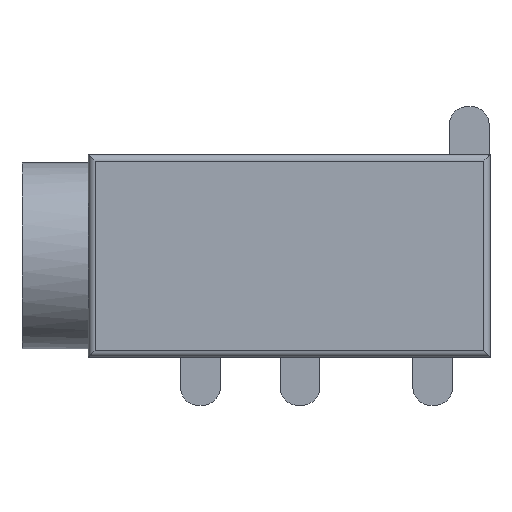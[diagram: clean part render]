
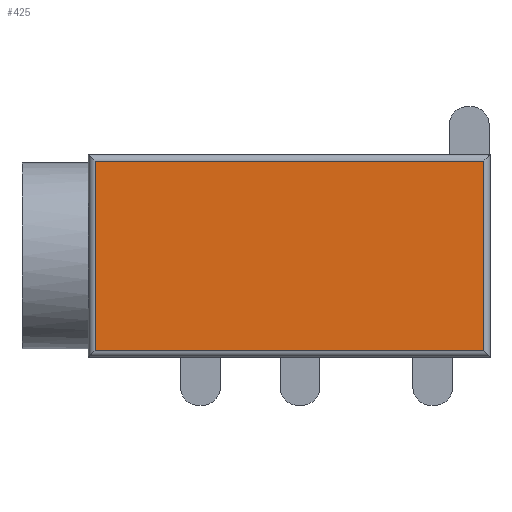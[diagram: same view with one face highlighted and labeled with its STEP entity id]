
A CAD part, top view. The second image highlights one B-rep face of the part: STEP entity #425.
In plain terms, the highlighted planar face has unit normal (0, 0, 1).
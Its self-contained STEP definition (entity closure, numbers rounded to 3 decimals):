
#94 = VERTEX_POINT('',#95);
#95 = CARTESIAN_POINT('',(-6.35,-2.85,5.01));
#102 = EDGE_CURVE('',#94,#103,#105,.T.);
#103 = VERTEX_POINT('',#104);
#104 = CARTESIAN_POINT('',(5.35,-2.85,5.01));
#105 = LINE('',#106,#107);
#106 = CARTESIAN_POINT('',(-6.55,-2.85,5.01));
#107 = VECTOR('',#108,1.);
#108 = DIRECTION('',(1.,0.,0.));
#393 = VERTEX_POINT('',#394);
#394 = CARTESIAN_POINT('',(-6.35,2.85,5.01));
#401 = EDGE_CURVE('',#393,#94,#402,.T.);
#402 = LINE('',#403,#404);
#403 = CARTESIAN_POINT('',(-6.35,3.05,5.01));
#404 = VECTOR('',#405,1.);
#405 = DIRECTION('',(0.,-1.,0.));
#425 = ADVANCED_FACE('',(#426),#444,.T.);
#426 = FACE_BOUND('',#427,.T.);
#427 = EDGE_LOOP('',(#428,#429,#430,#438));
#428 = ORIENTED_EDGE('',*,*,#401,.T.);
#429 = ORIENTED_EDGE('',*,*,#102,.T.);
#430 = ORIENTED_EDGE('',*,*,#431,.T.);
#431 = EDGE_CURVE('',#103,#432,#434,.T.);
#432 = VERTEX_POINT('',#433);
#433 = CARTESIAN_POINT('',(5.35,2.85,5.01));
#434 = LINE('',#435,#436);
#435 = CARTESIAN_POINT('',(5.35,-3.05,5.01));
#436 = VECTOR('',#437,1.);
#437 = DIRECTION('',(0.,1.,0.));
#438 = ORIENTED_EDGE('',*,*,#439,.T.);
#439 = EDGE_CURVE('',#432,#393,#440,.T.);
#440 = LINE('',#441,#442);
#441 = CARTESIAN_POINT('',(5.55,2.85,5.01));
#442 = VECTOR('',#443,1.);
#443 = DIRECTION('',(-1.,0.,0.));
#444 = PLANE('',#445);
#445 = AXIS2_PLACEMENT_3D('',#446,#447,#448);
#446 = CARTESIAN_POINT('',(-0.5,0.,5.01));
#447 = DIRECTION('',(0.,0.,1.));
#448 = DIRECTION('',(1.,0.,0.));
